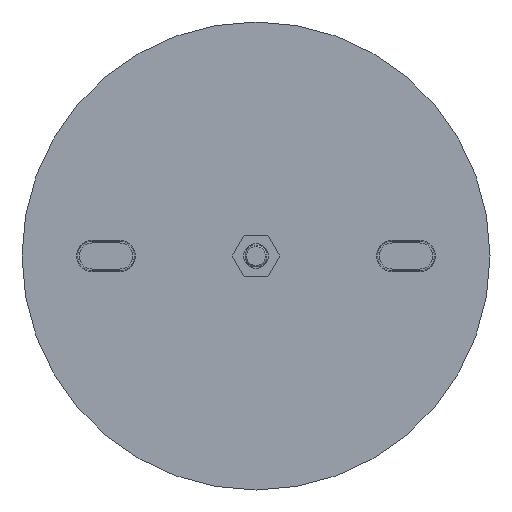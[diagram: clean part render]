
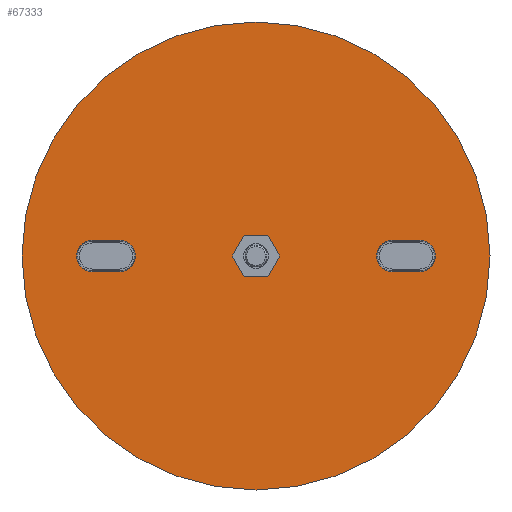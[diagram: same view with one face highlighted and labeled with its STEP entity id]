
A CAD part, front view. The second image highlights one B-rep face of the part: STEP entity #67333.
In plain terms, the highlighted planar face has unit normal (0, -1, 0).
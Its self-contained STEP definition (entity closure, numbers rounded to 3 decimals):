
#65860=CARTESIAN_POINT('',(0.,3.5,0.));
#65861=DIRECTION('',(0.,1.,0.));
#65862=DIRECTION('',(0.,0.,-1.));
#65863=AXIS2_PLACEMENT_3D('',#65860,#65861,#65862);
#65868=CARTESIAN_POINT('',(0.,3.5,0.));
#65869=DIRECTION('',(0.,1.,0.));
#65870=DIRECTION('',(0.,0.,1.));
#65871=AXIS2_PLACEMENT_3D('',#65868,#65869,#65870);
#65876=DIRECTION('',(1.,0.,0.));
#65877=VECTOR('',#65876,5.);
#65878=CARTESIAN_POINT('',(-30.,3.5,-2.91));
#65879=LINE('',#65878,#65877);
#65883=CARTESIAN_POINT('',(-25.,3.5,0.));
#65884=DIRECTION('',(0.,-1.,0.));
#65885=DIRECTION('',(0.,0.,-1.));
#65886=AXIS2_PLACEMENT_3D('',#65883,#65884,#65885);
#65891=DIRECTION('',(-1.,0.,0.));
#65892=VECTOR('',#65891,5.);
#65893=CARTESIAN_POINT('',(-25.,3.5,2.91));
#65894=LINE('',#65893,#65892);
#65898=CARTESIAN_POINT('',(-30.,3.5,0.));
#65899=DIRECTION('',(0.,-1.,0.));
#65900=DIRECTION('',(0.,0.,1.));
#65901=AXIS2_PLACEMENT_3D('',#65898,#65899,#65900);
#65906=DIRECTION('',(-1.,0.,0.));
#65907=VECTOR('',#65906,5.);
#65908=CARTESIAN_POINT('',(30.,3.5,2.91));
#65909=LINE('',#65908,#65907);
#65913=CARTESIAN_POINT('',(25.,3.5,0.));
#65914=DIRECTION('',(0.,-1.,0.));
#65915=DIRECTION('',(0.,0.,1.));
#65916=AXIS2_PLACEMENT_3D('',#65913,#65914,#65915);
#65921=DIRECTION('',(1.,0.,0.));
#65922=VECTOR('',#65921,5.);
#65923=CARTESIAN_POINT('',(25.,3.5,-2.91));
#65924=LINE('',#65923,#65922);
#65928=CARTESIAN_POINT('',(30.,3.5,0.));
#65929=DIRECTION('',(0.,-1.,0.));
#65930=DIRECTION('',(0.,0.,-1.));
#65931=AXIS2_PLACEMENT_3D('',#65928,#65929,#65930);
#65936=DIRECTION('',(-0.5,0.,-0.866));
#65937=VECTOR('',#65936,4.359);
#65938=CARTESIAN_POINT('',(-2.179,3.5,3.775));
#65939=LINE('',#65938,#65937);
#65943=DIRECTION('',(0.5,0.,-0.866));
#65944=VECTOR('',#65943,4.359);
#65945=CARTESIAN_POINT('',(-4.359,3.5,0.));
#65946=LINE('',#65945,#65944);
#65950=DIRECTION('',(0.5,0.,0.866));
#65951=VECTOR('',#65950,4.359);
#65952=CARTESIAN_POINT('',(2.179,3.5,-3.775));
#65953=LINE('',#65952,#65951);
#65957=DIRECTION('',(-0.5,0.,0.866));
#65958=VECTOR('',#65957,4.359);
#65959=CARTESIAN_POINT('',(4.359,3.5,0.));
#65960=LINE('',#65959,#65958);
#66562=DIRECTION('',(1.,0.,0.));
#66563=VECTOR('',#66562,4.359);
#66564=CARTESIAN_POINT('',(-2.179,3.5,3.775));
#66565=LINE('',#66564,#66563);
#66590=DIRECTION('',(-1.,0.,0.));
#66591=VECTOR('',#66590,4.359);
#66592=CARTESIAN_POINT('',(2.179,3.5,-3.775));
#66593=LINE('',#66592,#66591);
#66955=CARTESIAN_POINT('',(0.,3.5,42.902));
#66956=VERTEX_POINT('',#66955);
#66957=CARTESIAN_POINT('',(0.,3.5,-42.902));
#66958=VERTEX_POINT('',#66957);
#66969=CARTESIAN_POINT('',(-30.,3.5,-2.91));
#66970=CARTESIAN_POINT('',(-25.,3.5,-2.91));
#66971=VERTEX_POINT('',#66969);
#66972=VERTEX_POINT('',#66970);
#66973=CARTESIAN_POINT('',(-25.,3.5,2.91));
#66974=VERTEX_POINT('',#66973);
#66975=CARTESIAN_POINT('',(-30.,3.5,2.91));
#66976=VERTEX_POINT('',#66975);
#66977=CARTESIAN_POINT('',(30.,3.5,2.91));
#66978=CARTESIAN_POINT('',(25.,3.5,2.91));
#66979=VERTEX_POINT('',#66977);
#66980=VERTEX_POINT('',#66978);
#66981=CARTESIAN_POINT('',(25.,3.5,-2.91));
#66982=VERTEX_POINT('',#66981);
#66983=CARTESIAN_POINT('',(30.,3.5,-2.91));
#66984=VERTEX_POINT('',#66983);
#66985=CARTESIAN_POINT('',(-2.179,3.5,3.775));
#66986=CARTESIAN_POINT('',(2.179,3.5,3.775));
#66987=VERTEX_POINT('',#66985);
#66988=VERTEX_POINT('',#66986);
#66989=CARTESIAN_POINT('',(-4.359,3.5,0.));
#66990=VERTEX_POINT('',#66989);
#66991=CARTESIAN_POINT('',(-2.179,3.5,-3.775));
#66992=VERTEX_POINT('',#66991);
#66993=CARTESIAN_POINT('',(2.179,3.5,-3.775));
#66994=VERTEX_POINT('',#66993);
#66995=CARTESIAN_POINT('',(4.359,3.5,0.));
#66996=VERTEX_POINT('',#66995);
#67290=CARTESIAN_POINT('',(0.,3.5,0.));
#67291=DIRECTION('',(0.,-1.,0.));
#67292=DIRECTION('',(0.,0.,-1.));
#67293=AXIS2_PLACEMENT_3D('',#67290,#67291,#67292);
#67294=PLANE('',#67293);
#67295=ORIENTED_EDGE('',*,*,#67237,.T.);
#67296=ORIENTED_EDGE('',*,*,#67264,.T.);
#67297=EDGE_LOOP('',(#67295,#67296));
#67298=FACE_OUTER_BOUND('',#67297,.F.);
#67300=ORIENTED_EDGE('',*,*,#67299,.T.);
#67302=ORIENTED_EDGE('',*,*,#67301,.T.);
#67304=ORIENTED_EDGE('',*,*,#67303,.T.);
#67306=ORIENTED_EDGE('',*,*,#67305,.T.);
#67307=EDGE_LOOP('',(#67300,#67302,#67304,#67306));
#67308=FACE_BOUND('',#67307,.F.);
#67310=ORIENTED_EDGE('',*,*,#67309,.T.);
#67312=ORIENTED_EDGE('',*,*,#67311,.T.);
#67314=ORIENTED_EDGE('',*,*,#67313,.T.);
#67316=ORIENTED_EDGE('',*,*,#67315,.T.);
#67317=EDGE_LOOP('',(#67310,#67312,#67314,#67316));
#67318=FACE_BOUND('',#67317,.F.);
#67320=ORIENTED_EDGE('',*,*,#67319,.F.);
#67322=ORIENTED_EDGE('',*,*,#67321,.T.);
#67324=ORIENTED_EDGE('',*,*,#67323,.T.);
#67326=ORIENTED_EDGE('',*,*,#67325,.F.);
#67328=ORIENTED_EDGE('',*,*,#67327,.T.);
#67330=ORIENTED_EDGE('',*,*,#67329,.T.);
#67331=EDGE_LOOP('',(#67320,#67322,#67324,#67326,#67328,#67330));
#67332=FACE_BOUND('',#67331,.F.);
#67333=ADVANCED_FACE('',(#67298,#67308,#67318,#67332),#67294,.T.);
#65864=CIRCLE('',#65863,42.902);
#65872=CIRCLE('',#65871,42.902);
#65887=CIRCLE('',#65886,2.91);
#65902=CIRCLE('',#65901,2.91);
#65917=CIRCLE('',#65916,2.91);
#65932=CIRCLE('',#65931,2.91);
#67237=EDGE_CURVE('',#66958,#66956,#65864,.T.);
#67264=EDGE_CURVE('',#66956,#66958,#65872,.T.);
#67299=EDGE_CURVE('',#66971,#66972,#65879,.T.);
#67301=EDGE_CURVE('',#66972,#66974,#65887,.T.);
#67303=EDGE_CURVE('',#66974,#66976,#65894,.T.);
#67305=EDGE_CURVE('',#66976,#66971,#65902,.T.);
#67309=EDGE_CURVE('',#66979,#66980,#65909,.T.);
#67311=EDGE_CURVE('',#66980,#66982,#65917,.T.);
#67313=EDGE_CURVE('',#66982,#66984,#65924,.T.);
#67315=EDGE_CURVE('',#66984,#66979,#65932,.T.);
#67319=EDGE_CURVE('',#66987,#66988,#66565,.T.);
#67321=EDGE_CURVE('',#66987,#66990,#65939,.T.);
#67323=EDGE_CURVE('',#66990,#66992,#65946,.T.);
#67325=EDGE_CURVE('',#66994,#66992,#66593,.T.);
#67327=EDGE_CURVE('',#66994,#66996,#65953,.T.);
#67329=EDGE_CURVE('',#66996,#66988,#65960,.T.);
